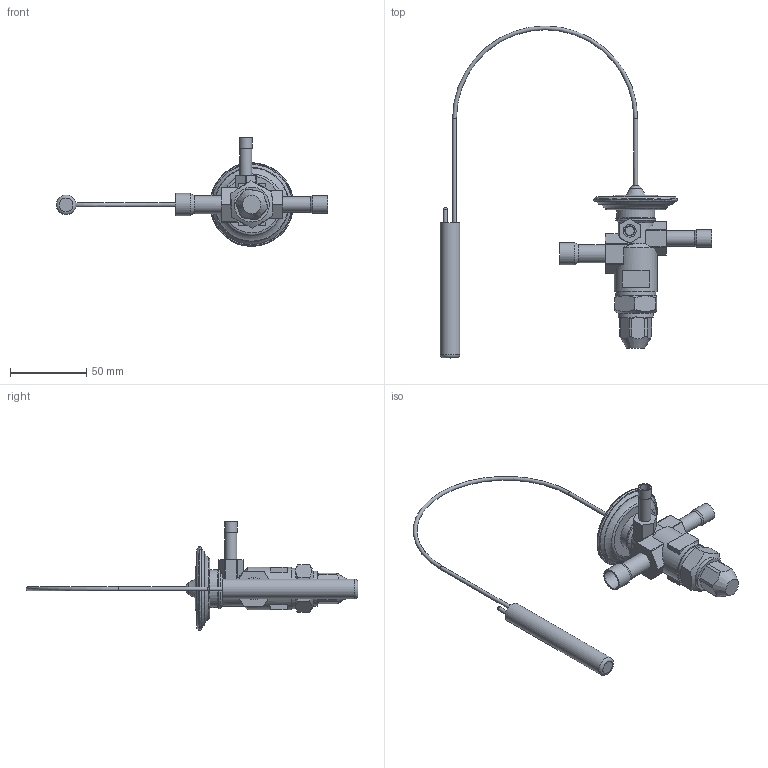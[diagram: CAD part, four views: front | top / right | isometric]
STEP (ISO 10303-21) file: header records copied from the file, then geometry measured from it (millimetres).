
FILE_DESCRIPTION(('TFLEX Exchange Step'),'2;1');
FILE_NAME('RTET1_4H.stp', '2023-03-16T10:07:39+03:00',('EXT0102'),('Unknown organisation'),'TFLEX Exchange 2022.1','T-FLEX CAD','Unknown authorisation');
FILE_SCHEMA( ('AUTOMOTIVE_DESIGN { 1 0 10303 214 1 1 1 1 }') );
Length unit declared in the file: millimetre
Products named in the file (1): Nodes
Bounding box: 178.55 x 218.28 x 71.5 mm (x, y, z)
Volume: 76536.6 mm3; surface area: 31703.8 mm2
Topology: 1 solids, 4 shells, 173 faces, 496 edges, 352 vertices
Faces by surface type: plane 77, cylinder 61, cone 25, torus 8, sphere 2
Full cylindrical faces by diameter (mm): 2.5 x3, 4.6 x1, 4.8 x1, 6 x2, 6.4 x1, 6.8 x1, 8 x2, 8.4 x1, 9.6 x2, 10 x2, 11.6 x1, 12 x1, 12.7 x1, 13 x1, 14 x1, 14.7 x1, 15.424 x1, 17 x1, 20.8 x1, 20.9 x1, 21 x2, 23 x1, 25 x1, 26.241 x1, 26.5 x1, 28 x1
Entity records: 6934 total; most frequent: CARTESIAN_POINT 2317, ORIENTED_EDGE 986, DIRECTION 966, EDGE_CURVE 493, AXIS2_PLACEMENT_3D 401, VERTEX_POINT 352, CIRCLE 227, EDGE_LOOP 203
